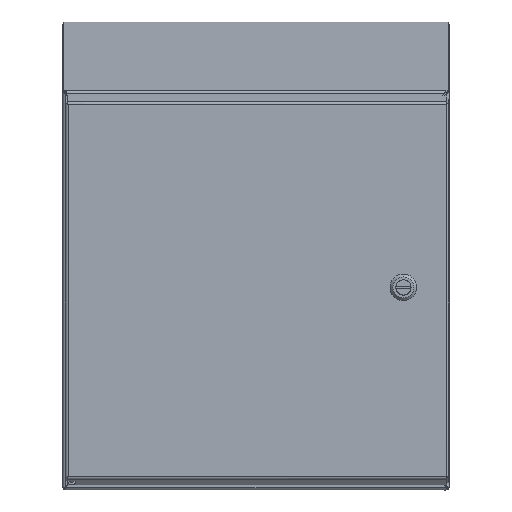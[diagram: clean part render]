
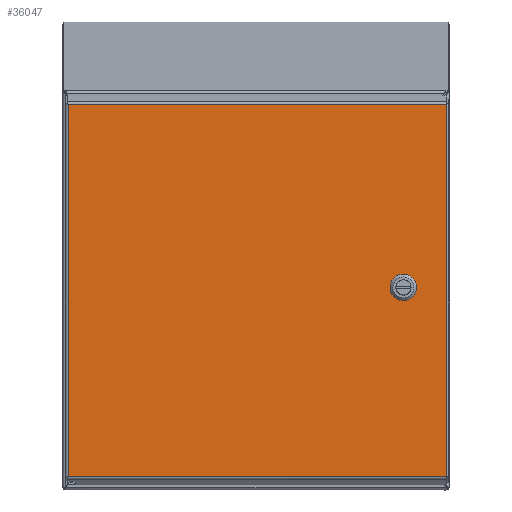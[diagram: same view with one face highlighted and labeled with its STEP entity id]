
A CAD part, top view. The second image highlights one B-rep face of the part: STEP entity #36047.
In plain terms, the highlighted planar face has unit normal (0, 0, 1).
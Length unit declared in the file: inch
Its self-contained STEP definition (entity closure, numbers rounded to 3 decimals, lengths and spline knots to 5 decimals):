
#77 = VERTEX_POINT ( 'NONE', #39326 ) ;
#436 = CARTESIAN_POINT ( 'NONE',  ( 6.32013, -1.69133, 8.8865 ) ) ;
#863 = AXIS2_PLACEMENT_3D ( 'NONE', #36045, #44485, #6375 ) ;
#2002 = VERTEX_POINT ( 'NONE', #34293 ) ;
#2048 = DIRECTION ( 'NONE',  ( 0., 1., 0. ) ) ;
#2303 = CARTESIAN_POINT ( 'NONE',  ( 0.04407, -1.41683, 8.8865 ) ) ;
#2475 = DIRECTION ( 'NONE',  ( -1., 0., 0. ) ) ;
#3139 = DIRECTION ( 'NONE',  ( -1., 0., 0. ) ) ;
#3809 = CARTESIAN_POINT ( 'NONE',  ( 5.70707, -1.5054, 8.8865 ) ) ;
#4030 = VECTOR ( 'NONE', #40256, 39.37008 ) ;
#4456 = LINE ( 'NONE', #45734, #42065 ) ;
#6200 = CARTESIAN_POINT ( 'NONE',  ( 7.87632, -9.14001, 8.8865 ) ) ;
#6375 = DIRECTION ( 'NONE',  ( -1., 0., 0. ) ) ;
#6759 = FACE_BOUND ( 'NONE', #15611, .T. ) ;
#6934 = VERTEX_POINT ( 'NONE', #26417 ) ;
#7141 = EDGE_CURVE ( 'NONE', #40255, #24402, #4456, .T. ) ;
#7699 = ORIENTED_EDGE ( 'NONE', *, *, #13501, .T. ) ;
#9355 = DIRECTION ( 'NONE',  ( 0., 0., -1. ) ) ;
#9487 = AXIS2_PLACEMENT_3D ( 'NONE', #33539, #21134, #20777 ) ;
#9802 = CARTESIAN_POINT ( 'NONE',  ( 6.50607, -1.41683, 8.8865 ) ) ;
#10872 = EDGE_CURVE ( 'NONE', #2002, #40255, #52623, .T. ) ;
#11426 = AXIS2_PLACEMENT_3D ( 'NONE', #26429, #9355, #30767 ) ;
#11529 = CARTESIAN_POINT ( 'NONE',  ( 6.10657, -1.29183, 8.8865 ) ) ;
#11626 = VERTEX_POINT ( 'NONE', #436 ) ;
#12384 = ORIENTED_EDGE ( 'NONE', *, *, #45068, .T. ) ;
#13318 = VECTOR ( 'NONE', #35292, 39.37008 ) ;
#13501 = EDGE_CURVE ( 'NONE', #54109, #19986, #37424, .T. ) ;
#14784 = LINE ( 'NONE', #53577, #4030 ) ;
#15104 = CIRCLE ( 'NONE', #11426, 0.453 ) ;
#15569 = DIRECTION ( 'NONE',  ( 1., 0., 0. ) ) ;
#15611 = EDGE_LOOP ( 'NONE', ( #17979, #47011, #33303, #33442, #31790, #12384, #23397, #7699 ) ) ;
#16702 = CIRCLE ( 'NONE', #42101, 0.453 ) ;
#17979 = ORIENTED_EDGE ( 'NONE', *, *, #39488, .T. ) ;
#18404 = LINE ( 'NONE', #23840, #39265 ) ;
#18780 = CARTESIAN_POINT ( 'NONE',  ( 5.70707, -1.41683, 8.8865 ) ) ;
#19986 = VERTEX_POINT ( 'NONE', #21651 ) ;
#20777 = DIRECTION ( 'NONE',  ( -1., 0., 0. ) ) ;
#21134 = DIRECTION ( 'NONE',  ( 0., 0., -1. ) ) ;
#21466 = EDGE_CURVE ( 'NONE', #51571, #11626, #16702, .T. ) ;
#21651 = CARTESIAN_POINT ( 'NONE',  ( 5.70707, -1.07827, 8.8865 ) ) ;
#22581 = VECTOR ( 'NONE', #2048, 39.37008 ) ;
#22599 = EDGE_CURVE ( 'NONE', #24402, #37297, #18404, .T. ) ;
#22725 = ORIENTED_EDGE ( 'NONE', *, *, #7141, .T. ) ;
#23397 = ORIENTED_EDGE ( 'NONE', *, *, #49200, .T. ) ;
#23664 = CIRCLE ( 'NONE', #863, 0.453 ) ;
#23819 = CARTESIAN_POINT ( 'NONE',  ( 0.04407, -0.89233, 8.8865 ) ) ;
#23840 = CARTESIAN_POINT ( 'NONE',  ( 0.04407, -9.14001, 8.8865 ) ) ;
#24402 = VERTEX_POINT ( 'NONE', #33075 ) ;
#25968 = VECTOR ( 'NONE', #32289, 39.37008 ) ;
#26417 = CARTESIAN_POINT ( 'NONE',  ( 5.89301, -1.69133, 8.8865 ) ) ;
#26429 = CARTESIAN_POINT ( 'NONE',  ( 6.10657, -1.29183, 8.8865 ) ) ;
#27863 = CARTESIAN_POINT ( 'NONE',  ( 7.87632, -1.41683, 8.8865 ) ) ;
#28677 = EDGE_CURVE ( 'NONE', #77, #32510, #30768, .T. ) ;
#28806 = ORIENTED_EDGE ( 'NONE', *, *, #10872, .T. ) ;
#30490 = VECTOR ( 'NONE', #52820, 39.37008 ) ;
#30767 = DIRECTION ( 'NONE',  ( -1., 0., 0. ) ) ;
#30768 = LINE ( 'NONE', #23819, #13318 ) ;
#31790 = ORIENTED_EDGE ( 'NONE', *, *, #21466, .T. ) ;
#32148 = EDGE_CURVE ( 'NONE', #37297, #2002, #42755, .T. ) ;
#32289 = DIRECTION ( 'NONE',  ( 0., 1., 0. ) ) ;
#32452 = VECTOR ( 'NONE', #2475, 39.37008 ) ;
#32510 = VERTEX_POINT ( 'NONE', #49233 ) ;
#33075 = CARTESIAN_POINT ( 'NONE',  ( -7.78818, -9.14001, 8.8865 ) ) ;
#33303 = ORIENTED_EDGE ( 'NONE', *, *, #34547, .T. ) ;
#33442 = ORIENTED_EDGE ( 'NONE', *, *, #52145, .T. ) ;
#33539 = CARTESIAN_POINT ( 'NONE',  ( 6.10654, -1.29188, 8.8865 ) ) ;
#34293 = CARTESIAN_POINT ( 'NONE',  ( 7.87632, 6.30634, 8.8865 ) ) ;
#34547 = EDGE_CURVE ( 'NONE', #32510, #45219, #23664, .T. ) ;
#35292 = DIRECTION ( 'NONE',  ( 1., 0., 0. ) ) ;
#35347 = ORIENTED_EDGE ( 'NONE', *, *, #22599, .T. ) ;
#36045 = CARTESIAN_POINT ( 'NONE',  ( 6.10654, -1.29179, 8.8865 ) ) ;
#36047 = ADVANCED_FACE ( 'NONE', ( #6759, #51133 ), #45223, .T. ) ;
#36579 = CARTESIAN_POINT ( 'NONE',  ( 0.04407, 6.30634, 8.8865 ) ) ;
#36664 = CARTESIAN_POINT ( 'NONE',  ( 6.50607, -1.07827, 8.8865 ) ) ;
#36968 = DIRECTION ( 'NONE',  ( 1., 0., 0. ) ) ;
#36977 = CARTESIAN_POINT ( 'NONE',  ( -7.78818, 6.30634, 8.8865 ) ) ;
#37297 = VERTEX_POINT ( 'NONE', #6200 ) ;
#37424 = LINE ( 'NONE', #18780, #25968 ) ;
#37907 = LINE ( 'NONE', #9802, #30490 ) ;
#39265 = VECTOR ( 'NONE', #36968, 39.37008 ) ;
#39326 = CARTESIAN_POINT ( 'NONE',  ( 5.89307, -0.89233, 8.8865 ) ) ;
#39466 = CIRCLE ( 'NONE', #9487, 0.453 ) ;
#39488 = EDGE_CURVE ( 'NONE', #19986, #77, #39466, .T. ) ;
#40255 = VERTEX_POINT ( 'NONE', #36977 ) ;
#40256 = DIRECTION ( 'NONE',  ( -1., 0., 0. ) ) ;
#41273 = DIRECTION ( 'NONE',  ( 0., 0., 1. ) ) ;
#41851 = AXIS2_PLACEMENT_3D ( 'NONE', #2303, #41273, #15569 ) ;
#42065 = VECTOR ( 'NONE', #49880, 39.37008 ) ;
#42101 = AXIS2_PLACEMENT_3D ( 'NONE', #11529, #45885, #3139 ) ;
#42755 = LINE ( 'NONE', #27863, #22581 ) ;
#44485 = DIRECTION ( 'NONE',  ( 0., 0., -1. ) ) ;
#45026 = CARTESIAN_POINT ( 'NONE',  ( 6.50607, -1.5054, 8.8865 ) ) ;
#45068 = EDGE_CURVE ( 'NONE', #11626, #6934, #14784, .T. ) ;
#45219 = VERTEX_POINT ( 'NONE', #36664 ) ;
#45223 = PLANE ( 'NONE',  #41851 ) ;
#45734 = CARTESIAN_POINT ( 'NONE',  ( -7.78818, -1.41683, 8.8865 ) ) ;
#45885 = DIRECTION ( 'NONE',  ( 0., 0., -1. ) ) ;
#47011 = ORIENTED_EDGE ( 'NONE', *, *, #28677, .T. ) ;
#49200 = EDGE_CURVE ( 'NONE', #6934, #54109, #15104, .T. ) ;
#49233 = CARTESIAN_POINT ( 'NONE',  ( 6.32019, -0.89233, 8.8865 ) ) ;
#49880 = DIRECTION ( 'NONE',  ( 0., -1., 0. ) ) ;
#50274 = ORIENTED_EDGE ( 'NONE', *, *, #32148, .T. ) ;
#51133 = FACE_OUTER_BOUND ( 'NONE', #52298, .T. ) ;
#51571 = VERTEX_POINT ( 'NONE', #45026 ) ;
#52145 = EDGE_CURVE ( 'NONE', #45219, #51571, #37907, .T. ) ;
#52298 = EDGE_LOOP ( 'NONE', ( #28806, #22725, #35347, #50274 ) ) ;
#52623 = LINE ( 'NONE', #36579, #32452 ) ;
#52820 = DIRECTION ( 'NONE',  ( 0., -1., 0. ) ) ;
#53577 = CARTESIAN_POINT ( 'NONE',  ( 0.04407, -1.69133, 8.8865 ) ) ;
#54109 = VERTEX_POINT ( 'NONE', #3809 ) ;
